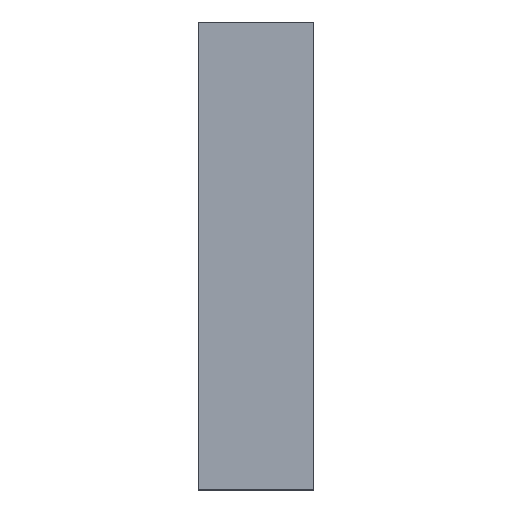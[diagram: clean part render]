
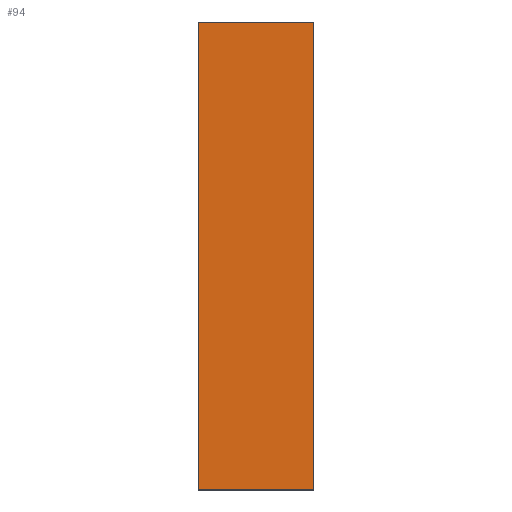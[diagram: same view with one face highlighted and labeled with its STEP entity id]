
A CAD part, top view. The second image highlights one B-rep face of the part: STEP entity #94.
In plain terms, the highlighted planar face has unit normal (0, 0, 1).
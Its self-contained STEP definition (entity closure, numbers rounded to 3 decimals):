
#2 = VERTEX_POINT ( 'NONE', #309 ) ;
#10 = CARTESIAN_POINT ( 'NONE',  ( -291.85, 3.125, -1.6 ) ) ;
#40 = EDGE_CURVE ( 'NONE', #372, #369, #211, .T. ) ;
#41 = LINE ( 'NONE', #10, #106 ) ;
#47 = CARTESIAN_POINT ( 'NONE',  ( 0., 0., -1.6 ) ) ;
#48 = EDGE_CURVE ( 'NONE', #2, #372, #41, .T. ) ;
#52 = DIRECTION ( 'NONE',  ( 0., -1., 0. ) ) ;
#85 = ORIENTED_EDGE ( 'NONE', *, *, #168, .T. ) ;
#94 = ADVANCED_FACE ( 'NONE', ( #377 ), #167, .T. ) ;
#106 = VECTOR ( 'NONE', #131, 1000. ) ;
#113 = VECTOR ( 'NONE', #256, 1000. ) ;
#129 = VERTEX_POINT ( 'NONE', #351 ) ;
#130 = CARTESIAN_POINT ( 'NONE',  ( 0., -5.25, -1.6 ) ) ;
#131 = DIRECTION ( 'NONE',  ( 0., 1., 0. ) ) ;
#145 = VECTOR ( 'NONE', #250, 1000. ) ;
#156 = CARTESIAN_POINT ( 'NONE',  ( 0., 5.25, -1.6 ) ) ;
#160 = ORIENTED_EDGE ( 'NONE', *, *, #48, .T. ) ;
#167 = PLANE ( 'NONE',  #265 ) ;
#168 = EDGE_CURVE ( 'NONE', #129, #2, #308, .T. ) ;
#174 = EDGE_CURVE ( 'NONE', #369, #129, #224, .T. ) ;
#183 = CARTESIAN_POINT ( 'NONE',  ( -291.85, 5.25, -1.6 ) ) ;
#211 = LINE ( 'NONE', #156, #113 ) ;
#224 = LINE ( 'NONE', #247, #145 ) ;
#234 = VECTOR ( 'NONE', #312, 1000. ) ;
#242 = ORIENTED_EDGE ( 'NONE', *, *, #174, .T. ) ;
#247 = CARTESIAN_POINT ( 'NONE',  ( -294.45, 3.125, -1.6 ) ) ;
#250 = DIRECTION ( 'NONE',  ( 0., -1., 0. ) ) ;
#256 = DIRECTION ( 'NONE',  ( -1., 0., 0. ) ) ;
#265 = AXIS2_PLACEMENT_3D ( 'NONE', #47, #285, #52 ) ;
#285 = DIRECTION ( 'NONE',  ( 0., 0., 1. ) ) ;
#292 = EDGE_LOOP ( 'NONE', ( #242, #85, #160, #302 ) ) ;
#299 = CARTESIAN_POINT ( 'NONE',  ( -294.45, 5.25, -1.6 ) ) ;
#302 = ORIENTED_EDGE ( 'NONE', *, *, #40, .T. ) ;
#308 = LINE ( 'NONE', #130, #234 ) ;
#309 = CARTESIAN_POINT ( 'NONE',  ( -291.85, -5.25, -1.6 ) ) ;
#312 = DIRECTION ( 'NONE',  ( 1., 0., 0. ) ) ;
#351 = CARTESIAN_POINT ( 'NONE',  ( -294.45, -5.25, -1.6 ) ) ;
#369 = VERTEX_POINT ( 'NONE', #299 ) ;
#372 = VERTEX_POINT ( 'NONE', #183 ) ;
#377 = FACE_OUTER_BOUND ( 'NONE', #292, .T. ) ;
